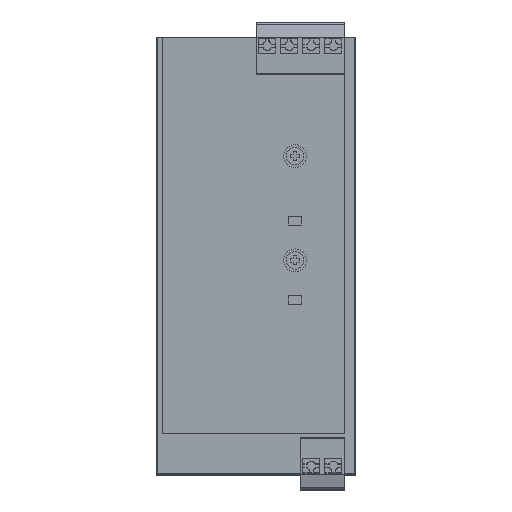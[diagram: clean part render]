
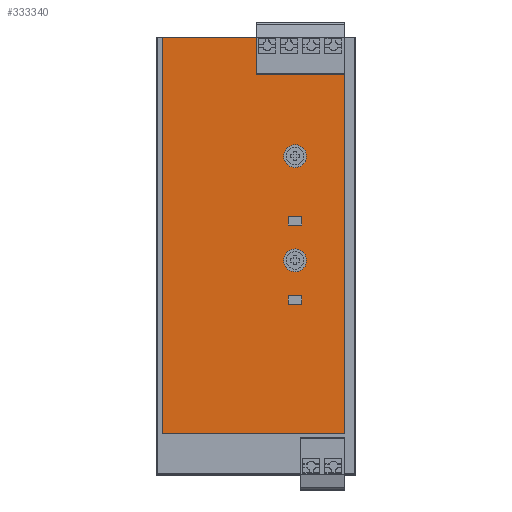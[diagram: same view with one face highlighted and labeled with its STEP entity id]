
A CAD part, top view. The second image highlights one B-rep face of the part: STEP entity #333340.
In plain terms, the highlighted face is planar.
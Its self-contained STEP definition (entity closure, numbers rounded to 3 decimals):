
#69970=CARTESIAN_POINT('',(27.614,88.9,49.4));
#69980=VERTEX_POINT('',#69970);
#70300=CARTESIAN_POINT('',(6.475,88.9,49.4));
#70310=VERTEX_POINT('',#70300);
#70340=CARTESIAN_POINT('',(0.,88.9,49.4));
#70350=DIRECTION('',(1.,0.,0.));
#70360=VECTOR('',#70350,1.);
#70370=LINE('',#70340,#70360);
#70380=EDGE_CURVE('',#70310,#69980,#70370,.T.);
#134060=CARTESIAN_POINT('',(-0.85,88.9,-9.));
#134070=VERTEX_POINT('',#134060);
#134150=CARTESIAN_POINT('',(-0.85,88.9,-11.));
#134160=VERTEX_POINT('',#134150);
#134190=CARTESIAN_POINT('',(-0.85,88.9,0.));
#134200=DIRECTION('',(0.,0.,1.));
#134210=VECTOR('',#134200,1.);
#134220=LINE('',#134190,#134210);
#134230=EDGE_CURVE('',#134160,#134070,#134220,.T.);
#137090=CARTESIAN_POINT('',(-3.85,88.9,-11.));
#137100=VERTEX_POINT('',#137090);
#137130=CARTESIAN_POINT('',(0.,88.9,-11.));
#137140=DIRECTION('',(1.,0.,0.));
#137150=VECTOR('',#137140,1.);
#137160=LINE('',#137130,#137150);
#137170=EDGE_CURVE('',#137100,#134160,#137160,.T.);
#149690=CARTESIAN_POINT('',(-3.85,88.9,-9.));
#149700=VERTEX_POINT('',#149690);
#149730=CARTESIAN_POINT('',(-3.85,88.9,0.));
#149740=DIRECTION('',(0.,0.,-1.));
#149750=VECTOR('',#149740,1.);
#149760=LINE('',#149730,#149750);
#149770=EDGE_CURVE('',#149700,#137100,#149760,.T.);
#152080=CARTESIAN_POINT('',(-0.85,88.9,9.));
#152090=VERTEX_POINT('',#152080);
#152170=CARTESIAN_POINT('',(-0.85,88.9,7.));
#152180=VERTEX_POINT('',#152170);
#152210=CARTESIAN_POINT('',(-0.85,88.9,0.));
#152220=DIRECTION('',(0.,0.,1.));
#152230=VECTOR('',#152220,1.);
#152240=LINE('',#152210,#152230);
#152250=EDGE_CURVE('',#152180,#152090,#152240,.T.);
#152460=CARTESIAN_POINT('',(0.25,88.9,-1.));
#152470=VERTEX_POINT('',#152460);
#152650=CARTESIAN_POINT('',(-4.95,88.9,-1.));
#152660=VERTEX_POINT('',#152650);
#152690=CARTESIAN_POINT('',(-2.35,88.9,-1.));
#152700=DIRECTION('',(0.,-1.,0.));
#152710=DIRECTION('',(1.,0.,0.));
#152720=AXIS2_PLACEMENT_3D('',#152690,#152700,#152710);
#152730=CIRCLE('',#152720,2.6);
#152740=EDGE_CURVE('',#152660,#152470,#152730,.T.);
#152950=CARTESIAN_POINT('',(-3.85,88.9,7.));
#152960=VERTEX_POINT('',#152950);
#153040=CARTESIAN_POINT('',(-3.85,88.9,9.));
#153050=VERTEX_POINT('',#153040);
#153080=CARTESIAN_POINT('',(-3.85,88.9,0.));
#153090=DIRECTION('',(0.,0.,-1.));
#153100=VECTOR('',#153090,1.);
#153110=LINE('',#153080,#153100);
#153120=EDGE_CURVE('',#153050,#152960,#153110,.T.);
#153330=CARTESIAN_POINT('',(0.25,88.9,22.6));
#153340=VERTEX_POINT('',#153330);
#153520=CARTESIAN_POINT('',(-4.95,88.9,22.6));
#153530=VERTEX_POINT('',#153520);
#153560=CARTESIAN_POINT('',(-2.35,88.9,22.6));
#153570=DIRECTION('',(0.,-1.,0.));
#153580=DIRECTION('',(1.,0.,0.));
#153590=AXIS2_PLACEMENT_3D('',#153560,#153570,#153580);
#153600=CIRCLE('',#153590,2.6);
#153610=EDGE_CURVE('',#153530,#153340,#153600,.T.);
#153810=CARTESIAN_POINT('',(0.,88.9,9.));
#153820=DIRECTION('',(-1.,0.,0.));
#153830=VECTOR('',#153820,1.);
#153840=LINE('',#153810,#153830);
#153850=EDGE_CURVE('',#152090,#153050,#153840,.T.);
#156920=CARTESIAN_POINT('',(0.,88.9,7.));
#156930=DIRECTION('',(1.,0.,0.));
#156940=VECTOR('',#156930,1.);
#156950=LINE('',#156920,#156940);
#156960=EDGE_CURVE('',#152960,#152180,#156950,.T.);
#158990=CARTESIAN_POINT('',(0.,88.9,-9.));
#159000=DIRECTION('',(-1.,0.,0.));
#159010=VECTOR('',#159000,1.);
#159020=LINE('',#158990,#159010);
#159030=EDGE_CURVE('',#134070,#149700,#159020,.T.);
#193990=CARTESIAN_POINT('',(-13.65,88.9,49.4));
#194000=VERTEX_POINT('',#193990);
#194030=CARTESIAN_POINT('',(0.,88.9,49.4));
#194040=DIRECTION('',(1.,0.,0.));
#194050=VECTOR('',#194040,1.);
#194060=LINE('',#194030,#194050);
#194070=CARTESIAN_POINT('',(-13.525,88.9,49.4));
#194080=VERTEX_POINT('',#194070);
#194090=EDGE_CURVE('',#194000,#194080,#194060,.T.);
#201830=CARTESIAN_POINT('',(-13.65,88.9,-40.214));
#201840=VERTEX_POINT('',#201830);
#201870=CARTESIAN_POINT('',(-13.65,88.9,0.));
#201880=DIRECTION('',(0.,0.,1.));
#201890=VECTOR('',#201880,1.);
#201900=LINE('',#201870,#201890);
#201910=EDGE_CURVE('',#201840,#194000,#201900,.T.);
#209340=CARTESIAN_POINT('',(27.614,88.9,-40.214));
#209350=VERTEX_POINT('',#209340);
#209380=CARTESIAN_POINT('',(0.,88.9,-40.214));
#209390=DIRECTION('',(-1.,0.,0.));
#209400=VECTOR('',#209390,1.);
#209410=LINE('',#209380,#209400);
#209420=EDGE_CURVE('',#209350,#201840,#209410,.T.);
#329500=CARTESIAN_POINT('',(-13.525,88.9,41.09));
#329510=VERTEX_POINT('',#329500);
#329560=CARTESIAN_POINT('',(0.,88.9,41.09));
#329570=DIRECTION('',(-1.,0.,0.));
#329580=VECTOR('',#329570,1.);
#329590=LINE('',#329560,#329580);
#329600=CARTESIAN_POINT('',(6.475,88.9,41.09));
#329610=VERTEX_POINT('',#329600);
#329620=EDGE_CURVE('',#329610,#329510,#329590,.T.);
#330000=CARTESIAN_POINT('',(6.475,88.9,0.));
#330010=DIRECTION('',(0.,0.,-1.));
#330020=VECTOR('',#330010,1.);
#330030=LINE('',#330000,#330020);
#330040=EDGE_CURVE('',#70310,#329610,#330030,.T.);
#330760=CARTESIAN_POINT('',(-13.525,88.9,0.));
#330770=DIRECTION('',(0.,0.,1.));
#330780=VECTOR('',#330770,1.);
#330790=LINE('',#330760,#330780);
#330800=EDGE_CURVE('',#329510,#194080,#330790,.T.);
#332920=CARTESIAN_POINT('',(-10.375,88.9,0.));
#332930=DIRECTION('',(0.,1.,0.));
#332940=DIRECTION('',(0.,0.,1.));
#332950=AXIS2_PLACEMENT_3D('',#332920,#332930,#332940);
#332960=PLANE('',#332950);
#332970=ORIENTED_EDGE('',*,*,#152250,.T.);
#332980=ORIENTED_EDGE('',*,*,#156960,.T.);
#332990=ORIENTED_EDGE('',*,*,#153120,.T.);
#333000=ORIENTED_EDGE('',*,*,#153850,.T.);
#333010=EDGE_LOOP('',(#333000,#332990,#332980,#332970));
#333020=FACE_BOUND('',#333010,.T.);
#333030=EDGE_CURVE('',#152470,#152660,#152730,.T.);
#333040=ORIENTED_EDGE('',*,*,#333030,.T.);
#333050=ORIENTED_EDGE('',*,*,#152740,.T.);
#333060=EDGE_LOOP('',(#333050,#333040));
#333070=FACE_BOUND('',#333060,.T.);
#333080=ORIENTED_EDGE('',*,*,#137170,.T.);
#333090=ORIENTED_EDGE('',*,*,#149770,.T.);
#333100=ORIENTED_EDGE('',*,*,#159030,.T.);
#333110=ORIENTED_EDGE('',*,*,#134230,.T.);
#333120=EDGE_LOOP('',(#333110,#333100,#333090,#333080));
#333130=FACE_BOUND('',#333120,.T.);
#333140=EDGE_CURVE('',#153340,#153530,#153600,.T.);
#333150=ORIENTED_EDGE('',*,*,#333140,.T.);
#333160=ORIENTED_EDGE('',*,*,#153610,.T.);
#333170=EDGE_LOOP('',(#333160,#333150));
#333180=FACE_BOUND('',#333170,.T.);
#333190=CARTESIAN_POINT('',(27.614,88.9,47.9));
#333200=DIRECTION('',(0.,0.,-1.));
#333210=VECTOR('',#333200,1.);
#333220=LINE('',#333190,#333210);
#333230=EDGE_CURVE('',#69980,#209350,#333220,.T.);
#333240=ORIENTED_EDGE('',*,*,#333230,.T.);
#333250=ORIENTED_EDGE('',*,*,#70380,.T.);
#333260=ORIENTED_EDGE('',*,*,#330040,.F.);
#333270=ORIENTED_EDGE('',*,*,#329620,.F.);
#333280=ORIENTED_EDGE('',*,*,#330800,.F.);
#333290=ORIENTED_EDGE('',*,*,#194090,.T.);
#333300=ORIENTED_EDGE('',*,*,#201910,.T.);
#333310=ORIENTED_EDGE('',*,*,#209420,.T.);
#333320=EDGE_LOOP('',(#333310,#333300,#333290,#333280,#333270,#333260,
#333250,#333240));
#333330=FACE_OUTER_BOUND('',#333320,.T.);
#333340=ADVANCED_FACE('',(#333020,#333070,#333130,#333180,#333330),
#332960,.T.);
